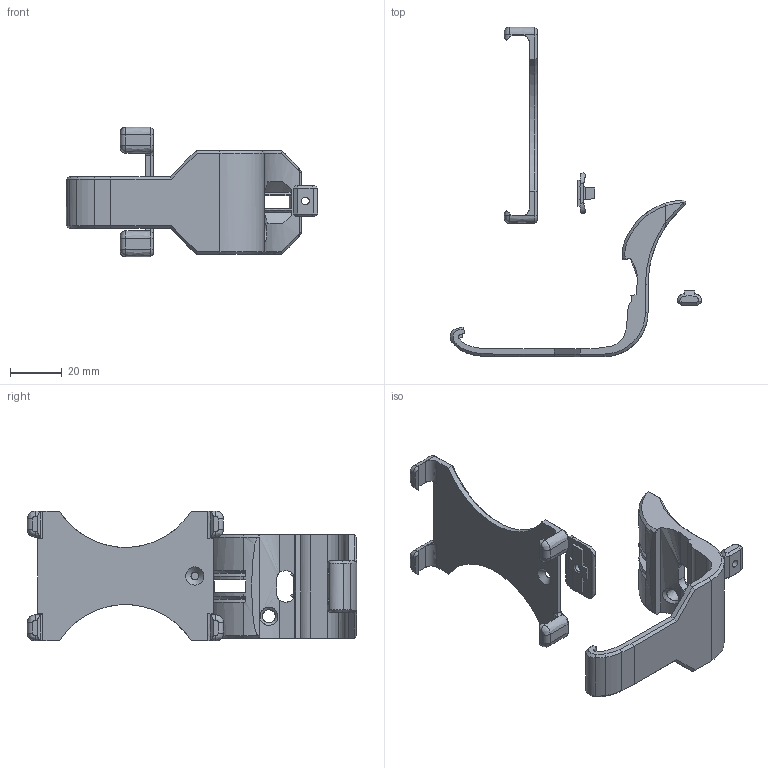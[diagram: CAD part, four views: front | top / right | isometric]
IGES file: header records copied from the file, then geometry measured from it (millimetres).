
Global section: file name: Xbox Phone Mount Base_v56; native system: unknown; preprocessor: unknown; author: unknown; organization: unknown; date: 20200923.182830; units: millimetre
Bounding box: 96.79 x 126.97 x 50 mm (x, y, z)
Volume: 31292.9 mm3; surface area: 18990.3 mm2
Topology: 4 solids, 4 shells, 327 faces, 831 edges, 511 vertices
Faces by surface type: bspline 327
